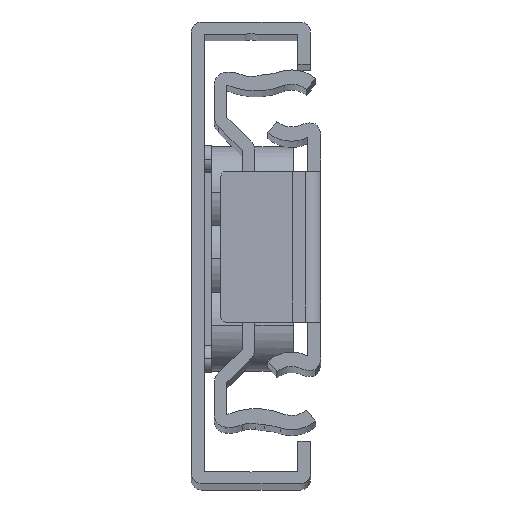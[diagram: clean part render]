
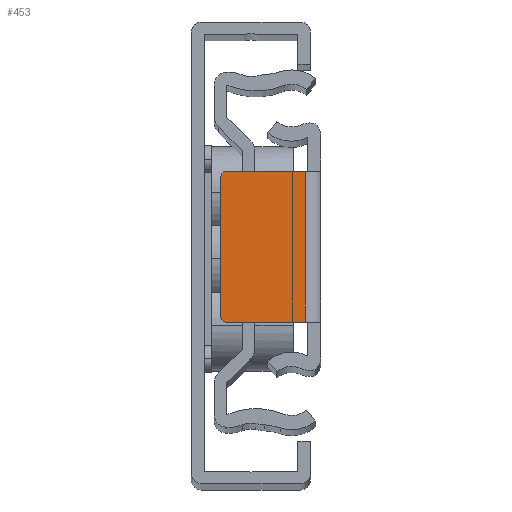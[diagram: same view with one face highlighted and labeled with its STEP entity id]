
A CAD part, top view. The second image highlights one B-rep face of the part: STEP entity #453.
In plain terms, the highlighted planar face has unit normal (0, 0, 1).
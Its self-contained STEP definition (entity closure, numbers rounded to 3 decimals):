
#453 = ADVANCED_FACE ( 'NONE', ( #7875 ), #8744, .T. ) ;
#1294 = EDGE_CURVE ( 'NONE', #2356, #10771, #8166, .T. ) ;
#1315 = EDGE_CURVE ( 'NONE', #10771, #2351, #8199, .T. ) ;
#1321 = EDGE_CURVE ( 'NONE', #2356, #2385, #8208, .T. ) ;
#1335 = EDGE_CURVE ( 'NONE', #2411, #2351, #8231, .T. ) ;
#1563 = EDGE_CURVE ( 'NONE', #2386, #2411, #9858, .T. ) ;
#1575 = EDGE_CURVE ( 'NONE', #2386, #2385, #9878, .T. ) ;
#1920 = EDGE_LOOP ( 'NONE', ( #2068, #2037, #2038, #2039, #2040, #2041 ) ) ;
#2037 = ORIENTED_EDGE ( 'NONE', *, *, #1575, .F. ) ;
#2038 = ORIENTED_EDGE ( 'NONE', *, *, #1563, .T. ) ;
#2039 = ORIENTED_EDGE ( 'NONE', *, *, #1335, .T. ) ;
#2040 = ORIENTED_EDGE ( 'NONE', *, *, #1315, .F. ) ;
#2041 = ORIENTED_EDGE ( 'NONE', *, *, #1294, .F. ) ;
#2068 = ORIENTED_EDGE ( 'NONE', *, *, #1321, .T. ) ;
#2351 = VERTEX_POINT ( 'NONE', #10224 ) ;
#2356 = VERTEX_POINT ( 'NONE', #10229 ) ;
#2385 = VERTEX_POINT ( 'NONE', #10258 ) ;
#2386 = VERTEX_POINT ( 'NONE', #10259 ) ;
#2411 = VERTEX_POINT ( 'NONE', #10284 ) ;
#7365 = AXIS2_PLACEMENT_3D ( 'NONE', #8686, #8756, #8757 ) ;
#7452 = AXIS2_PLACEMENT_3D ( 'NONE', #9258, #9266, #9267 ) ;
#7559 = AXIS2_PLACEMENT_3D ( 'NONE', #10159, #10174, #10175 ) ;
#7875 = FACE_OUTER_BOUND ( 'NONE', #1920, .T. ) ;
#8164 = VECTOR ( 'NONE', #9166, 1000. ) ;
#8166 = LINE ( 'NONE', #9160, #8164 ) ;
#8199 = LINE ( 'NONE', #9217, #8200 ) ;
#8200 = VECTOR ( 'NONE', #9218, 1000. ) ;
#8201 = VECTOR ( 'NONE', #9232, 1000. ) ;
#8208 = LINE ( 'NONE', #9225, #8201 ) ;
#8231 = CIRCLE ( 'NONE', #7452, 0.5 ) ;
#8686 = CARTESIAN_POINT ( 'NONE',  ( 2.9, 7.4, 347. ) ) ;
#8744 = PLANE ( 'NONE',  #7365 ) ;
#8756 = DIRECTION ( 'NONE',  ( 0., 0., 1. ) ) ;
#8757 = DIRECTION ( 'NONE',  ( 1., 0., 0. ) ) ;
#9160 = CARTESIAN_POINT ( 'NONE',  ( 11.2, -10.909, 347. ) ) ;
#9166 = DIRECTION ( 'NONE',  ( 0., -1., 0. ) ) ;
#9217 = CARTESIAN_POINT ( 'NONE',  ( 2.9, -7.4, 347. ) ) ;
#9218 = DIRECTION ( 'NONE',  ( -1., 0., 0. ) ) ;
#9225 = CARTESIAN_POINT ( 'NONE',  ( 2.9, 7.4, 347. ) ) ;
#9232 = DIRECTION ( 'NONE',  ( -1., 0., 0. ) ) ;
#9258 = CARTESIAN_POINT ( 'NONE',  ( 3.4, -6.9, 347. ) ) ;
#9266 = DIRECTION ( 'NONE',  ( 0., 0., 1. ) ) ;
#9267 = DIRECTION ( 'NONE',  ( 0., 1., 0. ) ) ;
#9858 = LINE ( 'NONE', #10144, #9859 ) ;
#9859 = VECTOR ( 'NONE', #10145, 1000. ) ;
#9878 = CIRCLE ( 'NONE', #7559, 0.5 ) ;
#10144 = CARTESIAN_POINT ( 'NONE',  ( 2.9, 7.4, 347. ) ) ;
#10145 = DIRECTION ( 'NONE',  ( 0., -1., 0. ) ) ;
#10159 = CARTESIAN_POINT ( 'NONE',  ( 3.4, 6.9, 347. ) ) ;
#10174 = DIRECTION ( 'NONE',  ( 0., 0., -1. ) ) ;
#10175 = DIRECTION ( 'NONE',  ( 0., -1., 0. ) ) ;
#10224 = CARTESIAN_POINT ( 'NONE',  ( 3.4, -7.4, 347. ) ) ;
#10229 = CARTESIAN_POINT ( 'NONE',  ( 11.2, 7.4, 347. ) ) ;
#10258 = CARTESIAN_POINT ( 'NONE',  ( 3.4, 7.4, 347. ) ) ;
#10259 = CARTESIAN_POINT ( 'NONE',  ( 2.9, 6.9, 347. ) ) ;
#10284 = CARTESIAN_POINT ( 'NONE',  ( 2.9, -6.9, 347. ) ) ;
#10321 = CARTESIAN_POINT ( 'NONE',  ( 11.2, -7.4, 347. ) ) ;
#10771 = VERTEX_POINT ( 'NONE', #10321 ) ;
